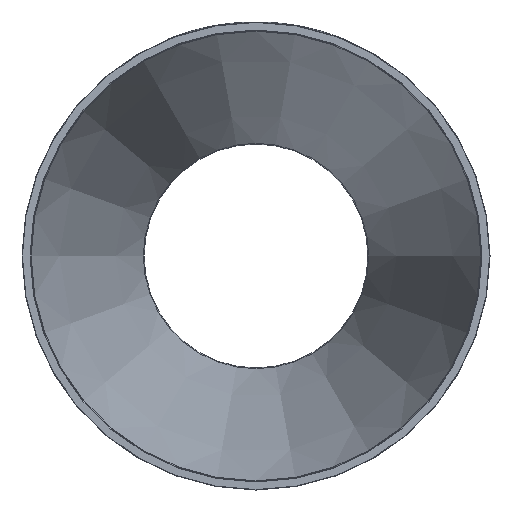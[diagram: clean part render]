
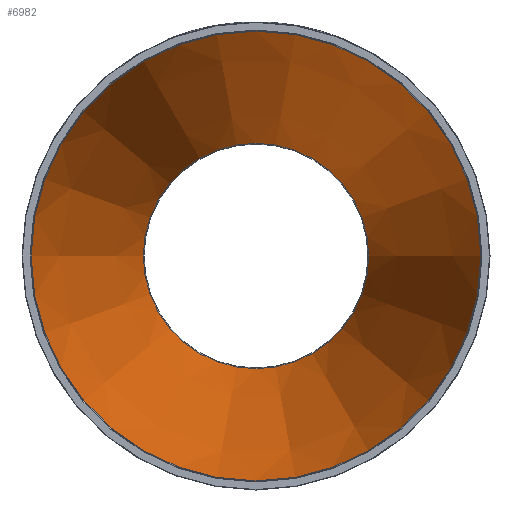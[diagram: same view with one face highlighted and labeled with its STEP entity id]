
A CAD part, left-side view. The second image highlights one B-rep face of the part: STEP entity #6982.
In plain terms, the highlighted conical face has half-angle 15.5 degrees and reference radius 54.94 mm.
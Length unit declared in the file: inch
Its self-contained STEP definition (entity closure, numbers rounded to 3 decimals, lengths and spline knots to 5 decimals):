
#13=CONICAL_SURFACE('',#7331,2.163,15.5);
#93=FACE_BOUND('',#1255,.T.);
#824=FACE_OUTER_BOUND('',#1254,.T.);
#1254=EDGE_LOOP('',(#6531));
#1255=EDGE_LOOP('',(#6532));
#2304=CIRCLE('',#7330,2.88191);
#2305=CIRCLE('',#7332,1.44409);
#3420=VERTEX_POINT('',#15786);
#3421=VERTEX_POINT('',#15789);
#4459=EDGE_CURVE('',#3420,#3420,#2304,.T.);
#4460=EDGE_CURVE('',#3421,#3421,#2305,.T.);
#6531=ORIENTED_EDGE('',*,*,#4460,.F.);
#6532=ORIENTED_EDGE('',*,*,#4459,.F.);
#6982=ADVANCED_FACE('',(#824,#93),#13,.F.);
#7330=AXIS2_PLACEMENT_3D('',#15787,#8472,#8473);
#7331=AXIS2_PLACEMENT_3D('',#15788,#8474,#8475);
#7332=AXIS2_PLACEMENT_3D('',#15790,#8476,#8477);
#8472=DIRECTION('center_axis',(1.,0.,0.));
#8473=DIRECTION('ref_axis',(0.,-1.,0.));
#8474=DIRECTION('center_axis',(-1.,0.,0.));
#8475=DIRECTION('ref_axis',(0.,1.,0.));
#8476=DIRECTION('center_axis',(-1.,0.,0.));
#8477=DIRECTION('ref_axis',(0.,-1.,0.));
#15786=CARTESIAN_POINT('',(0.40779,2.88191,0.));
#15787=CARTESIAN_POINT('Origin',(0.40779,0.,0.));
#15788=CARTESIAN_POINT('Origin',(3.,0.,0.));
#15789=CARTESIAN_POINT('',(5.59221,1.44409,0.));
#15790=CARTESIAN_POINT('Origin',(5.59221,0.,0.));
